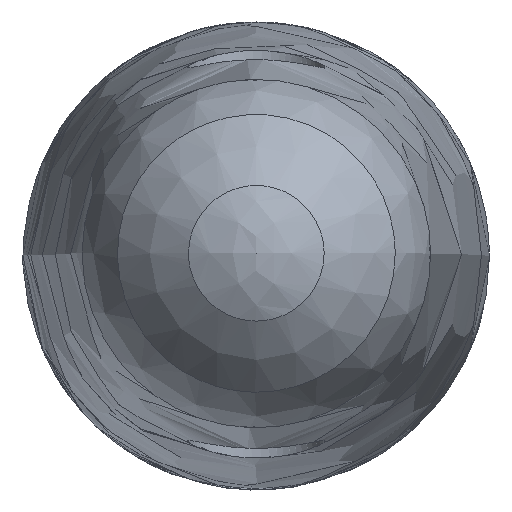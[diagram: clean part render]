
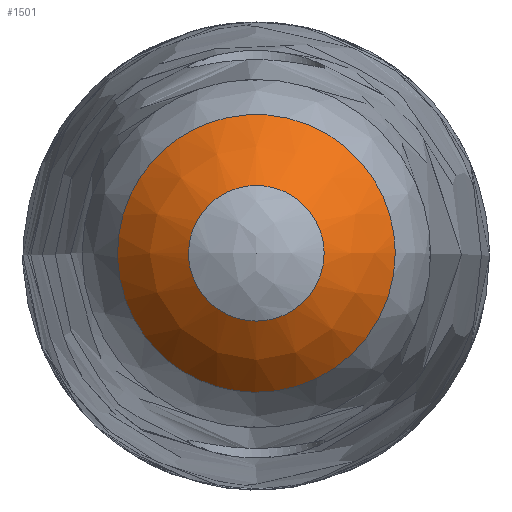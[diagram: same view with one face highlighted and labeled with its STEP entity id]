
A CAD part, top view. The second image highlights one B-rep face of the part: STEP entity #1501.
In plain terms, the highlighted free-form (B-spline) face has degree [2, 2] with [3, 9] control points.
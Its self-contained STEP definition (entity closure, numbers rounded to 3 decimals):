
#1445 = EDGE_CURVE('',#1446,#1448,#1450,.T.);
#1446 = VERTEX_POINT('',#1447);
#1447 = CARTESIAN_POINT('',(-0.555,0.,22.818));
#1448 = VERTEX_POINT('',#1449);
#1449 = CARTESIAN_POINT('',(0.555,0.,
    22.818));
#1450 = ( BOUNDED_CURVE() B_SPLINE_CURVE(2,(#1451,#1452,#1453,#1454,
#1455),.UNSPECIFIED.,.F.,.F.) B_SPLINE_CURVE_WITH_KNOTS((3,2,3),(
    3.142,4.712,6.283),
.PIECEWISE_BEZIER_KNOTS.) CURVE() GEOMETRIC_REPRESENTATION_ITEM() 
RATIONAL_B_SPLINE_CURVE((1.,0.707,1.,0.707,1.)) 
REPRESENTATION_ITEM('') );
#1451 = CARTESIAN_POINT('',(-0.555,0.,
    22.818));
#1452 = CARTESIAN_POINT('',(-0.555,0.555,
    22.818));
#1453 = CARTESIAN_POINT('',(0.,0.555,
    22.818));
#1454 = CARTESIAN_POINT('',(0.555,0.555,
    22.818));
#1455 = CARTESIAN_POINT('',(0.555,0.,
    22.818));
#1466 = EDGE_CURVE('',#1448,#1446,#1467,.T.);
#1467 = ( BOUNDED_CURVE() B_SPLINE_CURVE(2,(#1468,#1469,#1470,#1471,
#1472),.UNSPECIFIED.,.F.,.F.) B_SPLINE_CURVE_WITH_KNOTS((3,2,3),(0.,
1.571,3.142),.PIECEWISE_BEZIER_KNOTS.) CURVE() 
GEOMETRIC_REPRESENTATION_ITEM() RATIONAL_B_SPLINE_CURVE((1.,
0.707,1.,0.707,1.)) REPRESENTATION_ITEM('') );
#1468 = CARTESIAN_POINT('',(0.555,0.,22.818));
#1469 = CARTESIAN_POINT('',(0.555,-0.555,
    22.818));
#1470 = CARTESIAN_POINT('',(0.,-0.555,
    22.818));
#1471 = CARTESIAN_POINT('',(-0.555,-0.555,
    22.818));
#1472 = CARTESIAN_POINT('',(-0.555,0.,
    22.818));
#1501 = ADVANCED_FACE('',(#1502),#1525,.F.);
#1502 = FACE_BOUND('',#1503,.F.);
#1503 = EDGE_LOOP('',(#1504,#1512,#1513,#1514,#1515));
#1504 = ORIENTED_EDGE('',*,*,#1505,.T.);
#1505 = EDGE_CURVE('',#1506,#1448,#1508,.T.);
#1506 = VERTEX_POINT('',#1507);
#1507 = CARTESIAN_POINT('',(1.137,0.,
    22.301));
#1508 = ( BOUNDED_CURVE() B_SPLINE_CURVE(2,(#1509,#1510,#1511),
.UNSPECIFIED.,.F.,.F.) B_SPLINE_CURVE_WITH_KNOTS((3,3),(0.636,
1.054),.PIECEWISE_BEZIER_KNOTS.) CURVE() 
GEOMETRIC_REPRESENTATION_ITEM() RATIONAL_B_SPLINE_CURVE((1.,
0.978,1.)) REPRESENTATION_ITEM('') );
#1509 = CARTESIAN_POINT('',(1.137,0.,
    22.301));
#1510 = CARTESIAN_POINT('',(0.901,0.,
    22.621));
#1511 = CARTESIAN_POINT('',(0.555,0.,
    22.818));
#1512 = ORIENTED_EDGE('',*,*,#1445,.F.);
#1513 = ORIENTED_EDGE('',*,*,#1466,.F.);
#1514 = ORIENTED_EDGE('',*,*,#1505,.F.);
#1515 = ORIENTED_EDGE('',*,*,#1516,.T.);
#1516 = EDGE_CURVE('',#1506,#1506,#1517,.T.);
#1517 = ( BOUNDED_CURVE() B_SPLINE_CURVE(2,(#1518,#1519,#1520,#1521,
#1522,#1523,#1524),.UNSPECIFIED.,.T.,.F.) B_SPLINE_CURVE_WITH_KNOTS((1,2
    ,2,2,2,1),(-2.094,0.,2.094,4.189,
6.283,8.378),.UNSPECIFIED.) CURVE() 
GEOMETRIC_REPRESENTATION_ITEM() RATIONAL_B_SPLINE_CURVE((1.,0.5,1.,0.5,
1.,0.5,1.)) REPRESENTATION_ITEM('') );
#1518 = CARTESIAN_POINT('',(1.137,0.,22.301));
#1519 = CARTESIAN_POINT('',(1.137,-1.97,
    22.301));
#1520 = CARTESIAN_POINT('',(-0.569,-0.985,
    22.301));
#1521 = CARTESIAN_POINT('',(-2.274,0.,
    22.301));
#1522 = CARTESIAN_POINT('',(-0.569,0.985,
    22.301));
#1523 = CARTESIAN_POINT('',(1.137,1.97,
    22.301));
#1524 = CARTESIAN_POINT('',(1.137,0.,22.301));
#1525 = ( BOUNDED_SURFACE() B_SPLINE_SURFACE(2,2,(
    (#1526,#1527,#1528,#1529,#1530,#1531,#1532,#1533,#1534)
    ,(#1535,#1536,#1537,#1538,#1539,#1540,#1541,#1542,#1543)
    ,(#1544,#1545,#1546,#1547,#1548,#1549,#1550,#1551,#1552
)),.UNSPECIFIED.,.F.,.T.,.F.) B_SPLINE_SURFACE_WITH_KNOTS((3,3),(1,2,2,2
    ,2,2,1),(-1.054,-0.636),(-4.712,
    -3.142,-1.571,0.,1.571,3.142,
4.712),.UNSPECIFIED.) GEOMETRIC_REPRESENTATION_ITEM() 
RATIONAL_B_SPLINE_SURFACE((
    (1.,0.707,1.,0.707,1.,0.707,1.
      ,0.707,1.)
    ,(0.978,0.692,0.978,0.692
      ,0.978,0.692,0.978,0.692
      ,0.978)
    ,(1.,0.707,1.,0.707,1.,0.707,1.
,0.707,1.))) REPRESENTATION_ITEM('') SURFACE() );
#1526 = CARTESIAN_POINT('',(0.555,0.,22.818));
#1527 = CARTESIAN_POINT('',(0.555,-0.555,
    22.818));
#1528 = CARTESIAN_POINT('',(0.,-0.555,22.818));
#1529 = CARTESIAN_POINT('',(-0.555,-0.555,
    22.818));
#1530 = CARTESIAN_POINT('',(-0.555,0.,22.818));
#1531 = CARTESIAN_POINT('',(-0.555,0.555,
    22.818));
#1532 = CARTESIAN_POINT('',(0.,0.555,22.818));
#1533 = CARTESIAN_POINT('',(0.555,0.555,
    22.818));
#1534 = CARTESIAN_POINT('',(0.555,0.,22.818));
#1535 = CARTESIAN_POINT('',(0.901,0.,22.621));
#1536 = CARTESIAN_POINT('',(0.901,-0.901,
    22.621));
#1537 = CARTESIAN_POINT('',(0.,-0.901,22.621));
#1538 = CARTESIAN_POINT('',(-0.901,-0.901,
    22.621));
#1539 = CARTESIAN_POINT('',(-0.901,0.,22.621));
#1540 = CARTESIAN_POINT('',(-0.901,0.901,
    22.621));
#1541 = CARTESIAN_POINT('',(0.,0.901,22.621));
#1542 = CARTESIAN_POINT('',(0.901,0.901,
    22.621));
#1543 = CARTESIAN_POINT('',(0.901,0.,22.621));
#1544 = CARTESIAN_POINT('',(1.137,0.,22.301));
#1545 = CARTESIAN_POINT('',(1.137,-1.137,
    22.301));
#1546 = CARTESIAN_POINT('',(0.,-1.137,22.301));
#1547 = CARTESIAN_POINT('',(-1.137,-1.137,
    22.301));
#1548 = CARTESIAN_POINT('',(-1.137,0.,22.301));
#1549 = CARTESIAN_POINT('',(-1.137,1.137,
    22.301));
#1550 = CARTESIAN_POINT('',(0.,1.137,22.301));
#1551 = CARTESIAN_POINT('',(1.137,1.137,
    22.301));
#1552 = CARTESIAN_POINT('',(1.137,0.,22.301));
